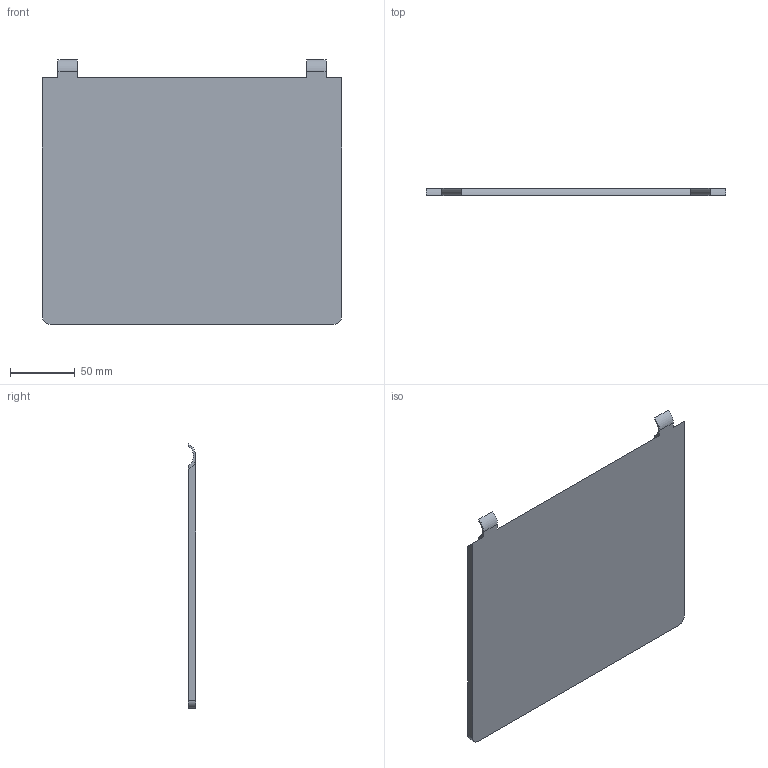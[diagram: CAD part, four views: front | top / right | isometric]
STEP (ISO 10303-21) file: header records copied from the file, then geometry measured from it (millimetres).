
FILE_DESCRIPTION(/* description */ (''),/* implementation_level */ '2;1');
FILE_NAME(/* name */ 'A_case.step',/* time_stamp */ '2021-05-16T17:43:46-04:00',/* author */ (''),/* organization */ (''),/* preprocessor_version */ 'ST-DEVELOPER v18.1',/* originating_system */ 'Autodesk Translation Framework v10.6.0.1341',/* authorisation */ '');
FILE_SCHEMA (('AUTOMOTIVE_DESIGN { 1 0 10303 214 3 1 1 }'));
Length unit declared in the file: millimetre
Products named in the file (1): A_case
Bounding box: 230.6 x 5.4 x 203.67 mm (x, y, z)
Volume: 74231.8 mm3; surface area: 95491.8 mm2
Topology: 1 solids, 1 shells, 40 faces, 110 edges, 72 vertices
Faces by surface type: plane 29, cylinder 11
Entity records: 1305 total; most frequent: CARTESIAN_POINT 223, DIRECTION 222, ORIENTED_EDGE 220, EDGE_CURVE 110, LINE 80, VECTOR 80, VERTEX_POINT 72, AXIS2_PLACEMENT_3D 71
